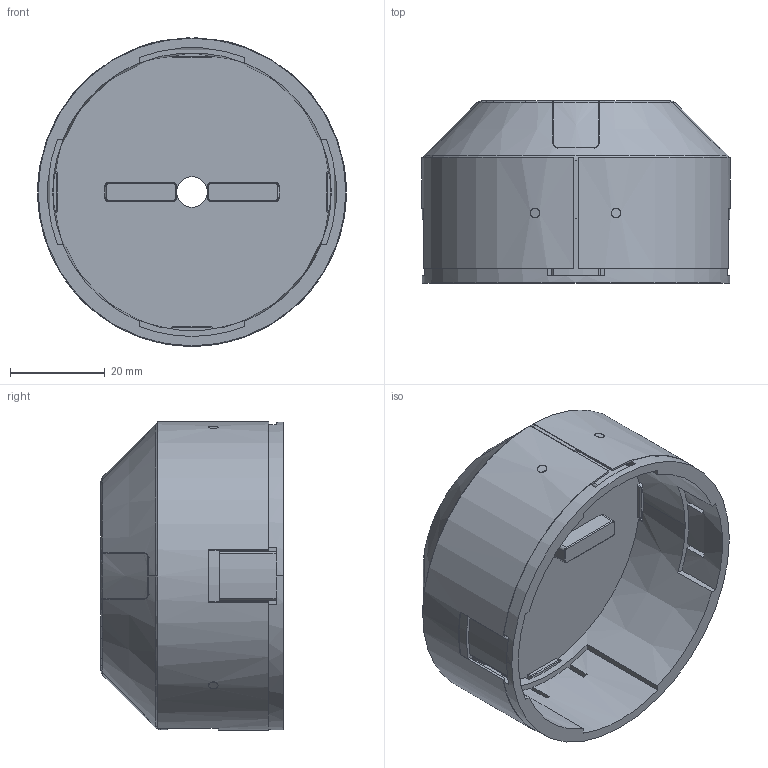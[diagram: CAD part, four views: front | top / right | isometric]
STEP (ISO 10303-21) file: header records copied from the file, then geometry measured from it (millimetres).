
FILE_DESCRIPTION((''),'2;1');
FILE_NAME('DM_CAD-2077_SW0001','2015-09-11T',('Creinig-se'),(''),'PRO/ENGINEER BY PARAMETRIC TECHNOLOGY CORPORATION, 2013050','PRO/ENGINEER BY PARAMETRIC TECHNOLOGY CORPORATION, 2013050','');
FILE_SCHEMA(('CONFIG_CONTROL_DESIGN'));
Length unit declared in the file: millimetre
Products named in the file (1): DM_CAD-2077_SW0001
Bounding box: 65.2 x 38.5 x 65.2 mm (x, y, z)
Volume: 48795.9 mm3; surface area: 20104.8 mm2
Topology: 1 solids, 1 shells, 403 faces, 1237 edges, 809 vertices
Faces by surface type: plane 179, cylinder 150, cone 36, torus 30, bspline 8
Entity records: 18175 total; most frequent: CARTESIAN_POINT 4285, ORIENTED_EDGE 2474, DIRECTION 2182, EDGE_CURVE 1237, VERTEX_POINT 809, AXIS2_PLACEMENT_3D 776, VECTOR 630, LINE 630
